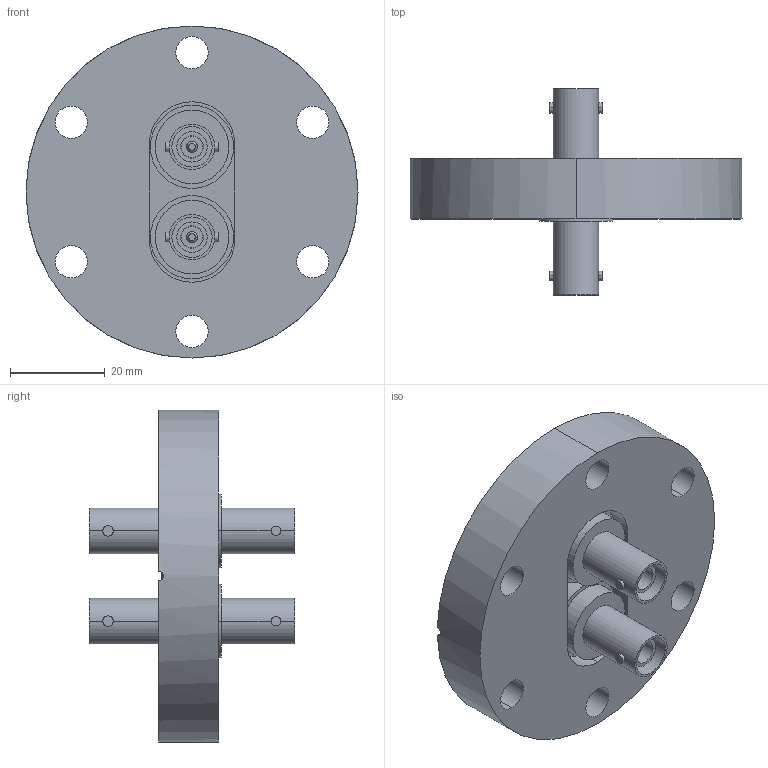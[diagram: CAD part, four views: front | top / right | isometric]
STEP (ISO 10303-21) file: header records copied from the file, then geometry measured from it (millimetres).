
FILE_DESCRIPTION (( 'STEP AP214' ), '1' );
FILE_NAME ('242-SHVDF50-C40-2.STEP', '2020-06-29T08:36:48', ( '' ), ( '' ), 'SwSTEP 2.0', 'SolidWorks 2017', '' );
FILE_SCHEMA (( 'AUTOMOTIVE_DESIGN' ));
Length unit declared in the file: millimetre
Products named in the file (3): 242-SHVDF50-C40-2; 9411-C40-17.5-2_9411-C40-16.5-2; 242-SHVDF50
Assembly tree (3 placements, depth 2):
  242-SHVDF50-C40-2
    9411-C40-17.5-2_9411-C40-16.5-2
    242-SHVDF50  x2
Bounding box: 69.9 x 43.36 x 69.9 mm (x, y, z)
Volume: 42675.9 mm3; surface area: 22211 mm2
Topology: 3 solids, 5 shells, 176 faces, 407 edges, 270 vertices
Faces by surface type: cylinder 109, plane 51, cone 12, bspline 4
Entity records: 4180 total; most frequent: CARTESIAN_POINT 771, DIRECTION 591, ORIENTED_EDGE 502, AXIS2_PLACEMENT_3D 252, EDGE_CURVE 251, VERTEX_POINT 166, CIRCLE 142, EDGE_LOOP 139
